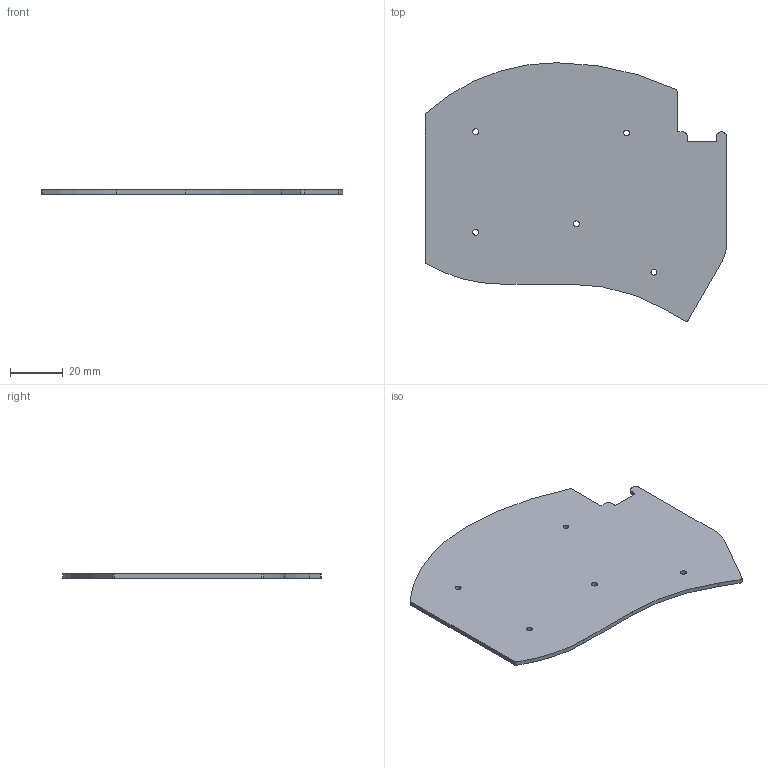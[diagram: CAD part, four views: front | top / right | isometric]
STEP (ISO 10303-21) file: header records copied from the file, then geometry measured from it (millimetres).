
FILE_DESCRIPTION(('KiCad electronic assembly'),'2;1');
FILE_NAME('swoop-mx-plate-base-plate.step','2022-09-10T11:18:39',( 'Pcbnew'),('Kicad'),'Open CASCADE STEP processor 7.5', 'KiCad to STEP converter','Unknown');
FILE_SCHEMA(('AUTOMOTIVE_DESIGN { 1 0 10303 214 1 1 1 1 }'));
Length unit declared in the file: millimetre
Products named in the file (2): swoop-mx-plate-base-plate 1; swoop-mx-plate-base-plate PCB
Assembly tree (1 placements, depth 2):
  swoop-mx-plate-base-plate 1
    swoop-mx-plate-base-plate PCB
Bounding box: 114.03 x 97.79 x 1.6 mm (x, y, z)
Volume: 13915.5 mm3; surface area: 18050.6 mm2
Topology: 1 solids, 1 shells, 32 faces, 90 edges, 60 vertices
Faces by surface type: cylinder 20, plane 12
Full cylindrical faces by diameter (mm): 2.2 x5
Entity records: 2291 total; most frequent: DIRECTION 378, CARTESIAN_POINT 364, LINE 190, VECTOR 190, ORIENTED_EDGE 180, PCURVE 180, DEFINITIONAL_REPRESENTATION 180, EDGE_CURVE 90
